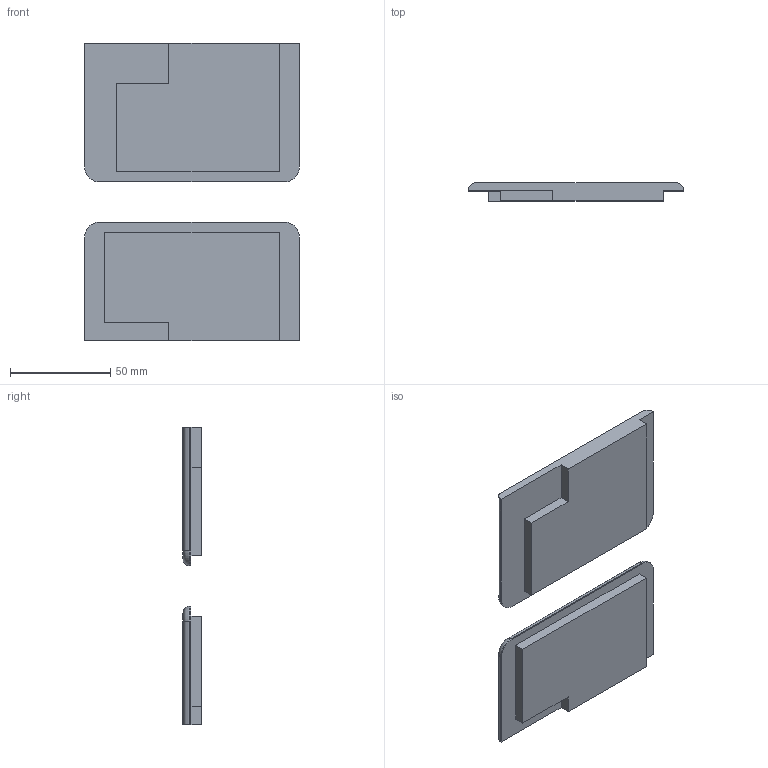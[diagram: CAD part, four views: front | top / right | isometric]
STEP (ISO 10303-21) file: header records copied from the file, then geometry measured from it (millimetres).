
FILE_DESCRIPTION(/* description */ (''),/* implementation_level */ '2;1');
FILE_NAME(/* name */ 'Afdekplaatje v5.step',/* time_stamp */ '2019-09-14T09:57:55+02:00',/* author */ (''),/* organization */ (''),/* preprocessor_version */ 'ST-DEVELOPER v18',/* originating_system */ 'Autodesk Translation Framework v8.6.0.1094',/* authorisation */ '');
FILE_SCHEMA (('AUTOMOTIVE_DESIGN { 1 0 10303 214 3 1 1 }'));
Length unit declared in the file: millimetre
Products named in the file (3): Afdekplaatje; Component1; Component2
Assembly tree (2 placements, depth 2):
  Afdekplaatje
    Component1
    Component2
Bounding box: 107 x 9 x 148 mm (x, y, z)
Volume: 98772.1 mm3; surface area: 32137.3 mm2
Topology: 2 solids, 2 shells, 38 faces, 94 edges, 60 vertices
Faces by surface type: plane 24, cylinder 10, torus 4
Entity records: 1210 total; most frequent: DIRECTION 204, CARTESIAN_POINT 197, ORIENTED_EDGE 188, EDGE_CURVE 94, LINE 70, VECTOR 70, AXIS2_PLACEMENT_3D 67, VERTEX_POINT 60
